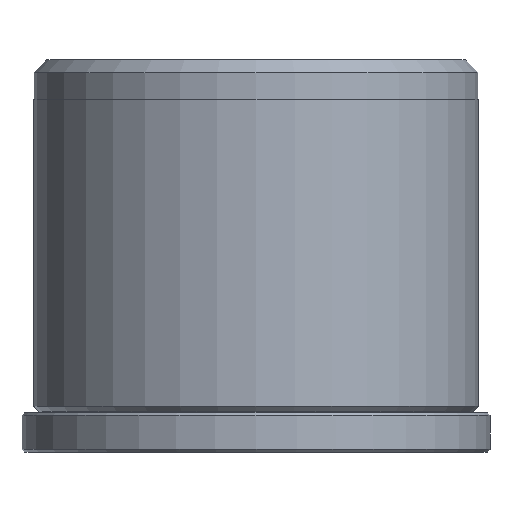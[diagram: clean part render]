
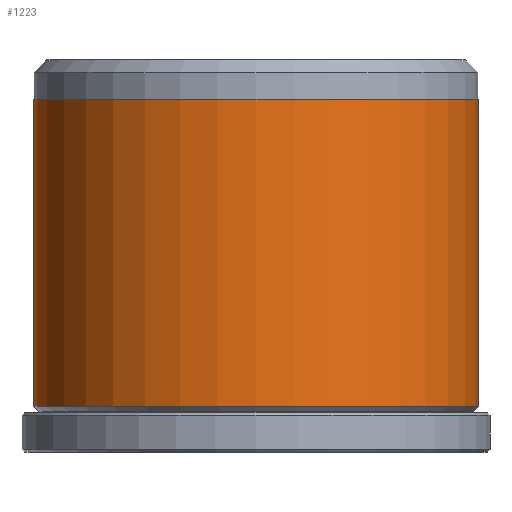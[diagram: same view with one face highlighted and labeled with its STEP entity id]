
A CAD part, front view. The second image highlights one B-rep face of the part: STEP entity #1223.
In plain terms, the highlighted cylindrical face has radius 17 mm (diameter 34 mm), a partial arc.
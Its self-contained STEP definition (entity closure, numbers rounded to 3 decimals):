
#4 = EDGE_CURVE ( 'NONE', #281, #49, #409, .T. ) ;
#49 = VERTEX_POINT ( 'NONE', #1070 ) ;
#51 = ORIENTED_EDGE ( 'NONE', *, *, #1870, .F. ) ;
#271 = EDGE_CURVE ( 'NONE', #1771, #49, #1966, .T. ) ;
#281 = VERTEX_POINT ( 'NONE', #1602 ) ;
#409 = LINE ( 'NONE', #679, #2247 ) ;
#456 = AXIS2_PLACEMENT_3D ( 'NONE', #1762, #1583, #1923 ) ;
#501 = ORIENTED_EDGE ( 'NONE', *, *, #1509, .F. ) ;
#565 = CARTESIAN_POINT ( 'NONE',  ( 0., 0., 30. ) ) ;
#653 = AXIS2_PLACEMENT_3D ( 'NONE', #565, #1391, #2208 ) ;
#668 = DIRECTION ( 'NONE',  ( 0., 0., -1. ) ) ;
#679 = CARTESIAN_POINT ( 'NONE',  ( -17., 0., 30. ) ) ;
#769 = LINE ( 'NONE', #1426, #1683 ) ;
#811 = AXIS2_PLACEMENT_3D ( 'NONE', #847, #2088, #1047 ) ;
#847 = CARTESIAN_POINT ( 'NONE',  ( 0., 0., 27. ) ) ;
#950 = CYLINDRICAL_SURFACE ( 'NONE', #653, 17. ) ;
#1047 = DIRECTION ( 'NONE',  ( 1., 0., 0. ) ) ;
#1070 = CARTESIAN_POINT ( 'NONE',  ( -17., 0., 3.5 ) ) ;
#1199 = CIRCLE ( 'NONE', #811, 17. ) ;
#1223 = ADVANCED_FACE ( 'NONE', ( #1508 ), #950, .T. ) ;
#1391 = DIRECTION ( 'NONE',  ( 0., 0., -1. ) ) ;
#1402 = CARTESIAN_POINT ( 'NONE',  ( 17., 0., 3.5 ) ) ;
#1426 = CARTESIAN_POINT ( 'NONE',  ( 17., 0., 30. ) ) ;
#1438 = ORIENTED_EDGE ( 'NONE', *, *, #271, .F. ) ;
#1508 = FACE_OUTER_BOUND ( 'NONE', #1610, .T. ) ;
#1509 = EDGE_CURVE ( 'NONE', #1827, #1771, #769, .T. ) ;
#1583 = DIRECTION ( 'NONE',  ( 0., 0., -1. ) ) ;
#1602 = CARTESIAN_POINT ( 'NONE',  ( -17., 0., 27. ) ) ;
#1610 = EDGE_LOOP ( 'NONE', ( #501, #51, #1880, #1438 ) ) ;
#1683 = VECTOR ( 'NONE', #2081, 1000. ) ;
#1762 = CARTESIAN_POINT ( 'NONE',  ( 0., 0., 3.5 ) ) ;
#1771 = VERTEX_POINT ( 'NONE', #1402 ) ;
#1827 = VERTEX_POINT ( 'NONE', #2254 ) ;
#1870 = EDGE_CURVE ( 'NONE', #281, #1827, #1199, .T. ) ;
#1880 = ORIENTED_EDGE ( 'NONE', *, *, #4, .T. ) ;
#1923 = DIRECTION ( 'NONE',  ( -1., 0., 0. ) ) ;
#1966 = CIRCLE ( 'NONE', #456, 17. ) ;
#2081 = DIRECTION ( 'NONE',  ( 0., 0., -1. ) ) ;
#2088 = DIRECTION ( 'NONE',  ( 0., 0., 1. ) ) ;
#2208 = DIRECTION ( 'NONE',  ( -1., 0., 0. ) ) ;
#2247 = VECTOR ( 'NONE', #668, 1000. ) ;
#2254 = CARTESIAN_POINT ( 'NONE',  ( 17., 0., 27. ) ) ;
